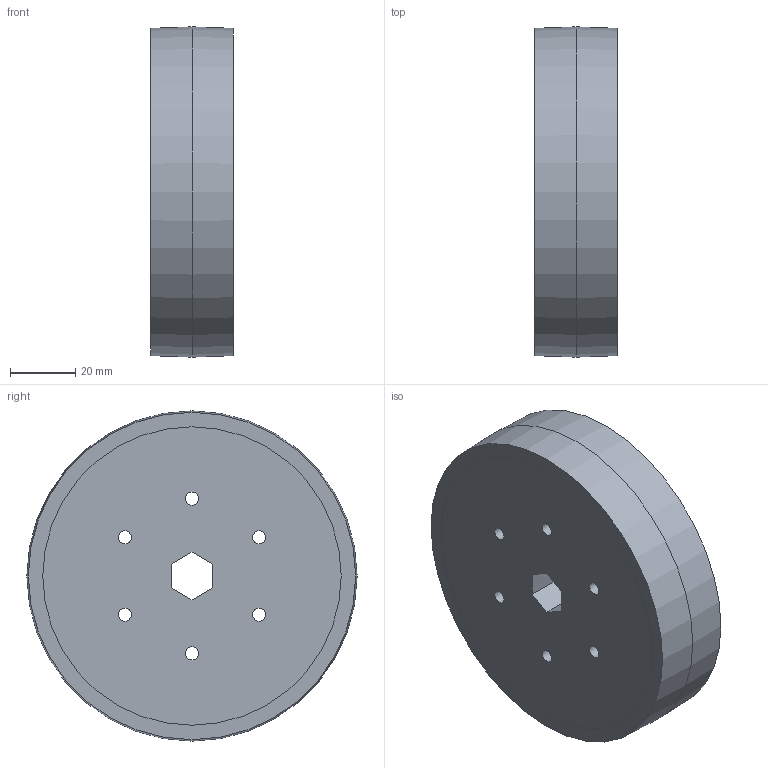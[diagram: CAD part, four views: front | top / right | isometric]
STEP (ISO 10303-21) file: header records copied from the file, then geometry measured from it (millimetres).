
FILE_DESCRIPTION(/* description */ (''),/* implementation_level */ '2;1');
FILE_NAME(/* name */ 'MISC_Wheel_am-2647.ipt.stp',/* time_stamp */ '2016-01-07T16:45:57-08:00',/* author */ ('Autodesk Inc.'),/* organization */ ('Autodesk Inc.'),/* preprocessor_version */ 'ST-DEVELOPER v16.1',/* originating_system */ 'Autodesk Inventor 2016',/* authorisation */ '');
FILE_SCHEMA (('AUTOMOTIVE_DESIGN { 1 0 10303 214 3 1 1 }'));
Length unit declared in the file: millimetre
Products named in the file (1): MISC_Wheel_am-2647
Bounding box: 25.4 x 101.6 x 101.6 mm (x, y, z)
Volume: 34303.1 mm3; surface area: 50924 mm2
Topology: 1 solids, 2 shells, 471 faces, 1166 edges, 660 vertices
Faces by surface type: torus 160, cone 100, cylinder 74, bspline 72, plane 65
Full cylindrical faces by diameter (mm): 4.039 x6
Entity records: 17362 total; most frequent: CARTESIAN_POINT 6244, DIRECTION 2372, ORIENTED_EDGE 2118, EDGE_CURVE 1119, AXIS2_PLACEMENT_3D 1049, VERTEX_POINT 653, CIRCLE 637, EDGE_LOOP 510
